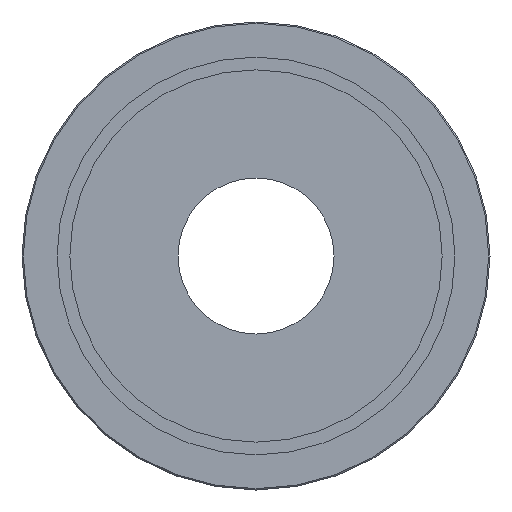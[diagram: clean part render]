
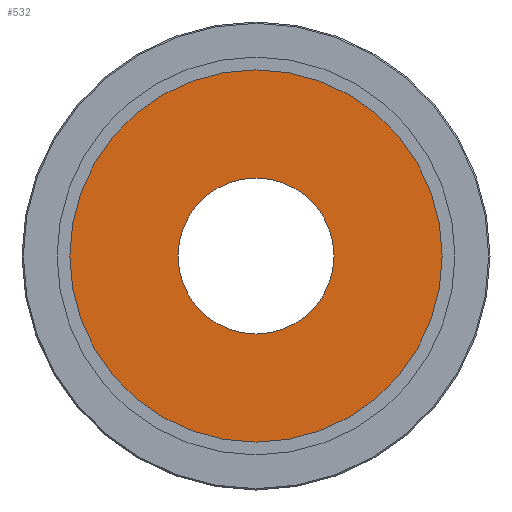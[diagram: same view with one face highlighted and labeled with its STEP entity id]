
A CAD part, front view. The second image highlights one B-rep face of the part: STEP entity #532.
In plain terms, the highlighted planar face has unit normal (0, -1, 0).
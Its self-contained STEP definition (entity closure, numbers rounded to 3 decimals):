
#39=FACE_BOUND('',#116,.T.);
#50=PLANE('',#636);
#77=FACE_OUTER_BOUND('',#115,.T.);
#115=EDGE_LOOP('',(#484,#485));
#116=EDGE_LOOP('',(#486,#487));
#206=CIRCLE('',#634,30.);
#207=CIRCLE('',#635,30.);
#208=CIRCLE('',#637,71.6);
#209=CIRCLE('',#638,71.6);
#265=VERTEX_POINT('',#987);
#266=VERTEX_POINT('',#989);
#267=VERTEX_POINT('',#993);
#268=VERTEX_POINT('',#994);
#340=EDGE_CURVE('',#266,#265,#206,.T.);
#341=EDGE_CURVE('',#265,#266,#207,.T.);
#342=EDGE_CURVE('',#267,#268,#208,.T.);
#343=EDGE_CURVE('',#268,#267,#209,.T.);
#484=ORIENTED_EDGE('',*,*,#342,.F.);
#485=ORIENTED_EDGE('',*,*,#343,.F.);
#486=ORIENTED_EDGE('',*,*,#340,.T.);
#487=ORIENTED_EDGE('',*,*,#341,.T.);
#532=ADVANCED_FACE('',(#77,#39),#50,.T.);
#634=AXIS2_PLACEMENT_3D('',#990,#818,#819);
#635=AXIS2_PLACEMENT_3D('',#991,#820,#821);
#636=AXIS2_PLACEMENT_3D('',#992,#822,#823);
#637=AXIS2_PLACEMENT_3D('',#995,#824,#825);
#638=AXIS2_PLACEMENT_3D('',#996,#826,#827);
#818=DIRECTION('center_axis',(0.,1.,0.));
#819=DIRECTION('ref_axis',(1.,0.,0.));
#820=DIRECTION('center_axis',(0.,1.,0.));
#821=DIRECTION('ref_axis',(1.,0.,0.));
#822=DIRECTION('center_axis',(0.,-1.,0.));
#823=DIRECTION('ref_axis',(0.,0.,-1.));
#824=DIRECTION('center_axis',(0.,1.,0.));
#825=DIRECTION('ref_axis',(1.,0.,0.));
#826=DIRECTION('center_axis',(0.,1.,0.));
#827=DIRECTION('ref_axis',(1.,0.,0.));
#987=CARTESIAN_POINT('',(30.,0.,0.));
#989=CARTESIAN_POINT('',(-30.,0.,0.));
#990=CARTESIAN_POINT('Origin',(0.,0.,0.));
#991=CARTESIAN_POINT('Origin',(0.,0.,0.));
#992=CARTESIAN_POINT('Origin',(-71.6,0.,0.));
#993=CARTESIAN_POINT('',(-71.6,0.,0.));
#994=CARTESIAN_POINT('',(71.6,0.,0.));
#995=CARTESIAN_POINT('Origin',(0.,0.,0.));
#996=CARTESIAN_POINT('Origin',(0.,0.,0.));
